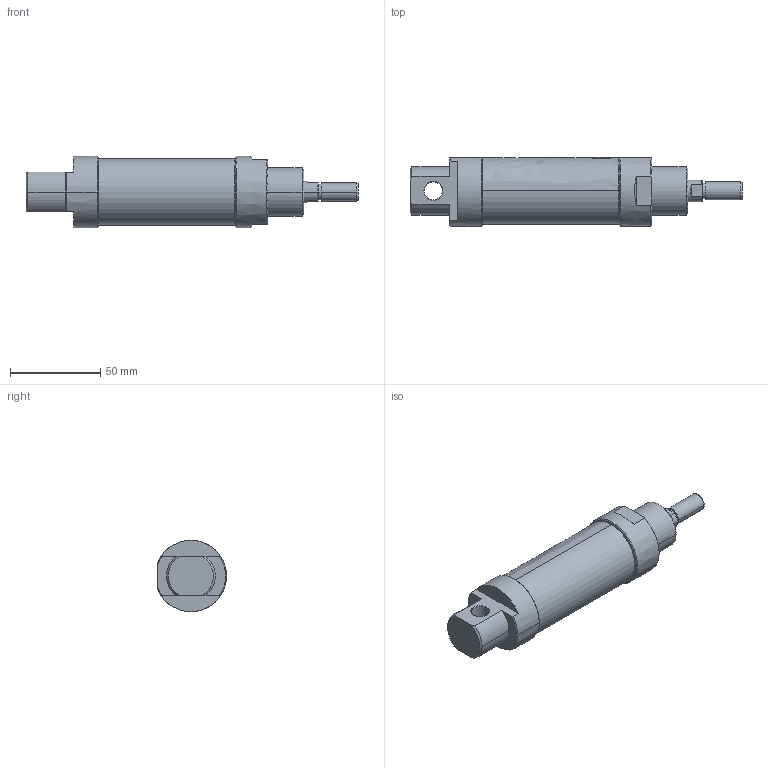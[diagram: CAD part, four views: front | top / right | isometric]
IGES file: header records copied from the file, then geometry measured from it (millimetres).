
Start section: SolidWorks IGES file using analytic representation for surfaces
Global section: file name: TW_007_032_0005.IGS; native system: SolidWorks 2013; preprocessor: SolidWorks 2013; author: technolog; date: 140714.113501; units: millimetre
Bounding box: 184 x 38.25 x 39.5 mm (x, y, z)
Volume: 105955.5 mm3; surface area: 38109.8 mm2
Topology: 4 solids, 4 shells, 244 faces, 1296 edges, 1684 vertices
Faces by surface type: plane 130, revolution 101, bspline 13
